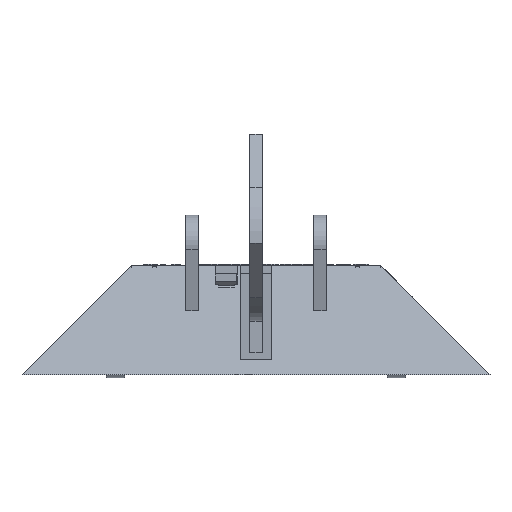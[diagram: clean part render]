
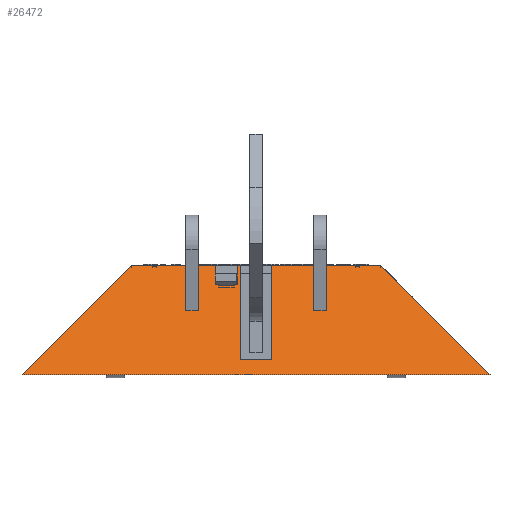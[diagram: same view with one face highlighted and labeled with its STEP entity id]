
A CAD part, front view. The second image highlights one B-rep face of the part: STEP entity #26472.
In plain terms, the highlighted planar face has unit normal (0, -0.707, 0.707).
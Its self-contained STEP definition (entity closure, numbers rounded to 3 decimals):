
#41=ELLIPSE('',#27797,5.402,3.82);
#42=ELLIPSE('',#27798,5.402,3.82);
#2395=FACE_OUTER_BOUND('',#3848,.T.);
#3848=EDGE_LOOP('',(#19398,#19399,#19400,#19401,#19402,#19403,#19404,#19405,
#19406,#19407,#19408,#19409,#19410,#19411,#19412,#19413,#19414,#19415,#19416,
#19417,#19418,#19419,#19420,#19421,#19422,#19423,#19424,#19425));
#5801=LINE('',#38776,#8598);
#5812=LINE('',#38801,#8609);
#5815=LINE('',#38807,#8612);
#5818=LINE('',#38814,#8615);
#5822=LINE('',#38822,#8619);
#5827=LINE('',#38831,#8624);
#5828=LINE('',#38834,#8625);
#5829=LINE('',#38835,#8626);
#5830=LINE('',#38837,#8627);
#5831=LINE('',#38839,#8628);
#5832=LINE('',#38841,#8629);
#5833=LINE('',#38843,#8630);
#5834=LINE('',#38845,#8631);
#5835=LINE('',#38849,#8632);
#5836=LINE('',#38851,#8633);
#5837=LINE('',#38852,#8634);
#5838=LINE('',#38854,#8635);
#5839=LINE('',#38858,#8636);
#5840=LINE('',#38860,#8637);
#5841=LINE('',#38862,#8638);
#5842=LINE('',#38864,#8639);
#5843=LINE('',#38866,#8640);
#5844=LINE('',#38868,#8641);
#5845=LINE('',#38870,#8642);
#5846=LINE('',#38872,#8643);
#5847=LINE('',#38873,#8644);
#8598=VECTOR('',#30017,10.);
#8609=VECTOR('',#30036,10.);
#8612=VECTOR('',#30041,10.);
#8615=VECTOR('',#30046,10.);
#8619=VECTOR('',#30052,10.);
#8624=VECTOR('',#30059,10.);
#8625=VECTOR('',#30062,10.);
#8626=VECTOR('',#30063,10.);
#8627=VECTOR('',#30064,10.);
#8628=VECTOR('',#30065,10.);
#8629=VECTOR('',#30066,10.);
#8630=VECTOR('',#30067,10.);
#8631=VECTOR('',#30068,10.);
#8632=VECTOR('',#30071,10.);
#8633=VECTOR('',#30072,10.);
#8634=VECTOR('',#30073,10.);
#8635=VECTOR('',#30074,10.);
#8636=VECTOR('',#30077,10.);
#8637=VECTOR('',#30078,10.);
#8638=VECTOR('',#30079,10.);
#8639=VECTOR('',#30080,10.);
#8640=VECTOR('',#30081,10.);
#8641=VECTOR('',#30082,10.);
#8642=VECTOR('',#30083,10.);
#8643=VECTOR('',#30084,10.);
#8644=VECTOR('',#30085,10.);
#11366=VERTEX_POINT('',#38774);
#11367=VERTEX_POINT('',#38775);
#11376=VERTEX_POINT('',#38799);
#11377=VERTEX_POINT('',#38800);
#11379=VERTEX_POINT('',#38806);
#11381=VERTEX_POINT('',#38812);
#11382=VERTEX_POINT('',#38813);
#11385=VERTEX_POINT('',#38821);
#11388=VERTEX_POINT('',#38829);
#11389=VERTEX_POINT('',#38833);
#11390=VERTEX_POINT('',#38836);
#11391=VERTEX_POINT('',#38838);
#11392=VERTEX_POINT('',#38840);
#11393=VERTEX_POINT('',#38842);
#11394=VERTEX_POINT('',#38844);
#11395=VERTEX_POINT('',#38846);
#11396=VERTEX_POINT('',#38848);
#11397=VERTEX_POINT('',#38850);
#11398=VERTEX_POINT('',#38853);
#11399=VERTEX_POINT('',#38855);
#11400=VERTEX_POINT('',#38857);
#11401=VERTEX_POINT('',#38859);
#11402=VERTEX_POINT('',#38861);
#11403=VERTEX_POINT('',#38863);
#11404=VERTEX_POINT('',#38865);
#11405=VERTEX_POINT('',#38867);
#11406=VERTEX_POINT('',#38869);
#11407=VERTEX_POINT('',#38871);
#14365=EDGE_CURVE('',#11366,#11367,#5801,.T.);
#14376=EDGE_CURVE('',#11376,#11377,#5812,.T.);
#14379=EDGE_CURVE('',#11379,#11376,#5815,.T.);
#14382=EDGE_CURVE('',#11381,#11382,#5818,.T.);
#14386=EDGE_CURVE('',#11385,#11381,#5822,.T.);
#14391=EDGE_CURVE('',#11382,#11388,#5827,.T.);
#14392=EDGE_CURVE('',#11388,#11389,#5828,.T.);
#14393=EDGE_CURVE('',#11389,#11379,#5829,.T.);
#14394=EDGE_CURVE('',#11377,#11390,#5830,.T.);
#14395=EDGE_CURVE('',#11390,#11391,#5831,.T.);
#14396=EDGE_CURVE('',#11391,#11392,#5832,.T.);
#14397=EDGE_CURVE('',#11392,#11393,#5833,.T.);
#14398=EDGE_CURVE('',#11393,#11394,#5834,.T.);
#14399=EDGE_CURVE('',#11394,#11395,#41,.T.);
#14400=EDGE_CURVE('',#11395,#11396,#5835,.T.);
#14401=EDGE_CURVE('',#11396,#11397,#5836,.T.);
#14402=EDGE_CURVE('',#11397,#11366,#5837,.T.);
#14403=EDGE_CURVE('',#11367,#11398,#5838,.T.);
#14404=EDGE_CURVE('',#11398,#11399,#42,.T.);
#14405=EDGE_CURVE('',#11399,#11400,#5839,.T.);
#14406=EDGE_CURVE('',#11400,#11401,#5840,.T.);
#14407=EDGE_CURVE('',#11401,#11402,#5841,.T.);
#14408=EDGE_CURVE('',#11402,#11403,#5842,.T.);
#14409=EDGE_CURVE('',#11403,#11404,#5843,.T.);
#14410=EDGE_CURVE('',#11404,#11405,#5844,.T.);
#14411=EDGE_CURVE('',#11405,#11406,#5845,.T.);
#14412=EDGE_CURVE('',#11406,#11407,#5846,.T.);
#14413=EDGE_CURVE('',#11407,#11385,#5847,.T.);
#19398=ORIENTED_EDGE('',*,*,#14386,.T.);
#19399=ORIENTED_EDGE('',*,*,#14382,.T.);
#19400=ORIENTED_EDGE('',*,*,#14391,.T.);
#19401=ORIENTED_EDGE('',*,*,#14392,.T.);
#19402=ORIENTED_EDGE('',*,*,#14393,.T.);
#19403=ORIENTED_EDGE('',*,*,#14379,.T.);
#19404=ORIENTED_EDGE('',*,*,#14376,.T.);
#19405=ORIENTED_EDGE('',*,*,#14394,.T.);
#19406=ORIENTED_EDGE('',*,*,#14395,.T.);
#19407=ORIENTED_EDGE('',*,*,#14396,.T.);
#19408=ORIENTED_EDGE('',*,*,#14397,.T.);
#19409=ORIENTED_EDGE('',*,*,#14398,.T.);
#19410=ORIENTED_EDGE('',*,*,#14399,.T.);
#19411=ORIENTED_EDGE('',*,*,#14400,.T.);
#19412=ORIENTED_EDGE('',*,*,#14401,.T.);
#19413=ORIENTED_EDGE('',*,*,#14402,.T.);
#19414=ORIENTED_EDGE('',*,*,#14365,.T.);
#19415=ORIENTED_EDGE('',*,*,#14403,.T.);
#19416=ORIENTED_EDGE('',*,*,#14404,.T.);
#19417=ORIENTED_EDGE('',*,*,#14405,.T.);
#19418=ORIENTED_EDGE('',*,*,#14406,.T.);
#19419=ORIENTED_EDGE('',*,*,#14407,.T.);
#19420=ORIENTED_EDGE('',*,*,#14408,.T.);
#19421=ORIENTED_EDGE('',*,*,#14409,.T.);
#19422=ORIENTED_EDGE('',*,*,#14410,.T.);
#19423=ORIENTED_EDGE('',*,*,#14411,.T.);
#19424=ORIENTED_EDGE('',*,*,#14412,.T.);
#19425=ORIENTED_EDGE('',*,*,#14413,.T.);
#25499=PLANE('',#27796);
#26472=ADVANCED_FACE('',(#2395),#25499,.T.);
#27796=AXIS2_PLACEMENT_3D('',#38832,#30060,#30061);
#27797=AXIS2_PLACEMENT_3D('',#38847,#30069,#30070);
#27798=AXIS2_PLACEMENT_3D('',#38856,#30075,#30076);
#30017=DIRECTION('',(-0.577,0.577,0.577));
#30036=DIRECTION('',(0.,0.707,0.707));
#30041=DIRECTION('',(-1.,0.,0.));
#30046=DIRECTION('',(-1.,0.,0.));
#30052=DIRECTION('',(0.,-0.707,-0.707));
#30059=DIRECTION('',(0.,-0.707,-0.707));
#30060=DIRECTION('center_axis',(0.,-0.707,0.707));
#30061=DIRECTION('ref_axis',(0.,-0.707,-0.707));
#30062=DIRECTION('',(-1.,0.,0.));
#30063=DIRECTION('',(0.,0.707,0.707));
#30064=DIRECTION('',(-1.,0.,0.));
#30065=DIRECTION('',(0.,-0.707,-0.707));
#30066=DIRECTION('',(-1.,0.,0.));
#30067=DIRECTION('',(0.,0.707,0.707));
#30068=DIRECTION('',(-1.,0.,0.));
#30069=DIRECTION('center_axis',(0.,0.707,-0.707));
#30070=DIRECTION('ref_axis',(0.,-0.707,-0.707));
#30071=DIRECTION('',(-1.,0.,0.));
#30072=DIRECTION('',(-0.577,-0.577,-0.577));
#30073=DIRECTION('',(1.,0.,0.));
#30074=DIRECTION('',(-1.,0.,0.));
#30075=DIRECTION('center_axis',(0.,0.707,-0.707));
#30076=DIRECTION('ref_axis',(0.,-0.707,-0.707));
#30077=DIRECTION('',(-1.,0.,0.));
#30078=DIRECTION('',(0.,-0.707,-0.707));
#30079=DIRECTION('',(-1.,0.,0.));
#30080=DIRECTION('',(0.,0.707,0.707));
#30081=DIRECTION('',(-1.,0.,0.));
#30082=DIRECTION('',(0.,-0.707,-0.707));
#30083=DIRECTION('',(-1.,0.,0.));
#30084=DIRECTION('',(0.,0.707,0.707));
#30085=DIRECTION('',(-1.,0.,0.));
#38774=CARTESIAN_POINT('',(150.,-150.,0.));
#38775=CARTESIAN_POINT('',(80.,-80.,70.));
#38776=CARTESIAN_POINT('',(53.333,-53.333,96.667));
#38799=CARTESIAN_POINT('',(-26.,-92.,58.));
#38800=CARTESIAN_POINT('',(-26.,-80.,70.));
#38801=CARTESIAN_POINT('',(-26.,-83.25,66.75));
#38806=CARTESIAN_POINT('',(-24.,-92.,58.));
#38807=CARTESIAN_POINT('',(-9.5,-92.,58.));
#38812=CARTESIAN_POINT('',(-12.,-92.,58.));
#38813=CARTESIAN_POINT('',(-14.,-92.,58.));
#38814=CARTESIAN_POINT('',(-9.5,-92.,58.));
#38821=CARTESIAN_POINT('',(-12.,-80.,70.));
#38822=CARTESIAN_POINT('',(-12.,-80.,70.));
#38829=CARTESIAN_POINT('',(-14.,-93.,57.));
#38831=CARTESIAN_POINT('',(-14.,-80.,70.));
#38832=CARTESIAN_POINT('Origin',(0.,-80.,70.));
#38833=CARTESIAN_POINT('',(-24.,-93.,57.));
#38834=CARTESIAN_POINT('',(-7.,-93.,57.));
#38835=CARTESIAN_POINT('',(-24.,-83.25,66.75));
#38836=CARTESIAN_POINT('',(-37.,-80.,70.));
#38837=CARTESIAN_POINT('',(-40.,-80.,70.));
#38838=CARTESIAN_POINT('',(-37.,-109.,41.));
#38839=CARTESIAN_POINT('',(-37.,-80.225,69.775));
#38840=CARTESIAN_POINT('',(-45.,-109.,41.));
#38841=CARTESIAN_POINT('',(-25.,-109.,41.));
#38842=CARTESIAN_POINT('',(-45.,-80.,70.));
#38843=CARTESIAN_POINT('',(-45.,-80.225,69.775));
#38844=CARTESIAN_POINT('',(-63.47,-80.,70.));
#38845=CARTESIAN_POINT('',(-40.,-80.,70.));
#38846=CARTESIAN_POINT('',(-66.53,-80.,70.));
#38847=CARTESIAN_POINT('Origin',(-65.,-76.5,73.5));
#38848=CARTESIAN_POINT('',(-80.,-80.,70.));
#38849=CARTESIAN_POINT('',(-40.,-80.,70.));
#38850=CARTESIAN_POINT('',(-150.,-150.,0.));
#38851=CARTESIAN_POINT('',(-76.667,-76.667,73.333));
#38852=CARTESIAN_POINT('',(-150.,-150.,0.));
#38853=CARTESIAN_POINT('',(66.53,-80.,70.));
#38854=CARTESIAN_POINT('',(-40.,-80.,70.));
#38855=CARTESIAN_POINT('',(63.47,-80.,70.));
#38856=CARTESIAN_POINT('Origin',(65.,-76.5,73.5));
#38857=CARTESIAN_POINT('',(45.,-80.,70.));
#38858=CARTESIAN_POINT('',(-40.,-80.,70.));
#38859=CARTESIAN_POINT('',(45.,-109.,41.));
#38860=CARTESIAN_POINT('',(45.,-80.225,69.775));
#38861=CARTESIAN_POINT('',(37.,-109.,41.));
#38862=CARTESIAN_POINT('',(-25.,-109.,41.));
#38863=CARTESIAN_POINT('',(37.,-80.,70.));
#38864=CARTESIAN_POINT('',(37.,-80.225,69.775));
#38865=CARTESIAN_POINT('',(10.,-80.,70.));
#38866=CARTESIAN_POINT('',(-40.,-80.,70.));
#38867=CARTESIAN_POINT('',(10.,-140.,10.));
#38868=CARTESIAN_POINT('',(10.,-66.25,83.75));
#38869=CARTESIAN_POINT('',(-10.,-140.,10.));
#38870=CARTESIAN_POINT('',(0.,-140.,10.));
#38871=CARTESIAN_POINT('',(-10.,-80.,70.));
#38872=CARTESIAN_POINT('',(-10.,-97.5,52.5));
#38873=CARTESIAN_POINT('',(-40.,-80.,70.));
